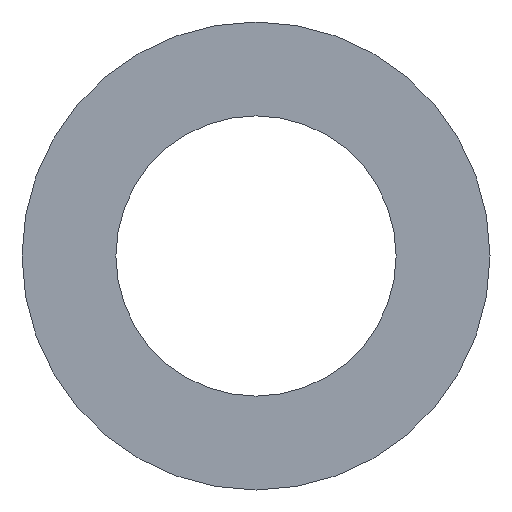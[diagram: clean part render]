
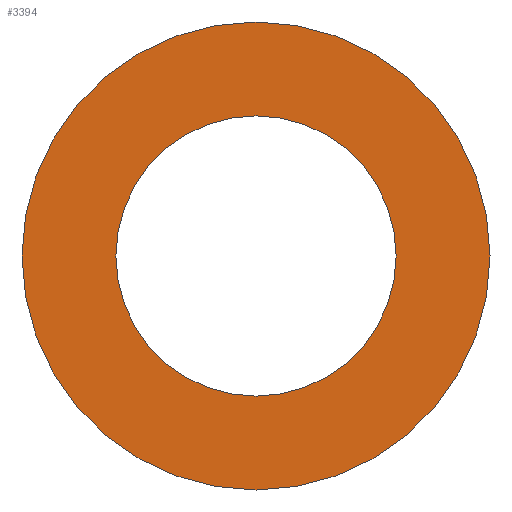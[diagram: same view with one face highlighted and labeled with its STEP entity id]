
A CAD part, front view. The second image highlights one B-rep face of the part: STEP entity #3394.
In plain terms, the highlighted planar face has unit normal (0, -1, 0).
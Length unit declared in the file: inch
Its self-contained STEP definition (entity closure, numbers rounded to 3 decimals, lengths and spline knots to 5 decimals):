
#307 = EDGE_CURVE ( 'NONE', #3766, #3957, #1220, .T. ) ;
#356 = AXIS2_PLACEMENT_3D ( 'NONE', #3293, #2245, #858 ) ;
#567 = FACE_OUTER_BOUND ( 'NONE', #3656, .T. ) ;
#575 = CARTESIAN_POINT ( 'NONE',  ( 0., 0., 0. ) ) ;
#586 = DIRECTION ( 'NONE',  ( 0., 1., 0. ) ) ;
#778 = CARTESIAN_POINT ( 'NONE',  ( 0., 0., 0. ) ) ;
#858 = DIRECTION ( 'NONE',  ( 0., 0., 1. ) ) ;
#938 = DIRECTION ( 'NONE',  ( 0., 1., 0. ) ) ;
#985 = AXIS2_PLACEMENT_3D ( 'NONE', #2250, #586, #3312 ) ;
#1075 = CARTESIAN_POINT ( 'NONE',  ( 0., 0., -3.22156 ) ) ;
#1220 = CIRCLE ( 'NONE', #985, 1.92913 ) ;
#1324 = CIRCLE ( 'NONE', #4528, 3.22156 ) ;
#1441 = ORIENTED_EDGE ( 'NONE', *, *, #4315, .F. ) ;
#1453 = VERTEX_POINT ( 'NONE', #4450 ) ;
#1479 = CARTESIAN_POINT ( 'NONE',  ( -1.92913, 0., 0. ) ) ;
#1482 = DIRECTION ( 'NONE',  ( 0., 1., 0. ) ) ;
#1558 = CARTESIAN_POINT ( 'NONE',  ( 1.92913, 0., 0. ) ) ;
#1593 = CARTESIAN_POINT ( 'NONE',  ( 0., 0., 0. ) ) ;
#1689 = VERTEX_POINT ( 'NONE', #1075 ) ;
#1817 = CIRCLE ( 'NONE', #2602, 1.92913 ) ;
#1902 = PLANE ( 'NONE',  #356 ) ;
#2245 = DIRECTION ( 'NONE',  ( 0., 1., 0. ) ) ;
#2250 = CARTESIAN_POINT ( 'NONE',  ( 0., 0., 0. ) ) ;
#2337 = DIRECTION ( 'NONE',  ( 0., 0., 1. ) ) ;
#2434 = AXIS2_PLACEMENT_3D ( 'NONE', #778, #1482, #3226 ) ;
#2602 = AXIS2_PLACEMENT_3D ( 'NONE', #1593, #938, #2677 ) ;
#2624 = CIRCLE ( 'NONE', #2434, 3.22156 ) ;
#2669 = EDGE_LOOP ( 'NONE', ( #3149, #4051 ) ) ;
#2677 = DIRECTION ( 'NONE',  ( -1., 0., 0. ) ) ;
#2703 = DIRECTION ( 'NONE',  ( 0., 1., 0. ) ) ;
#2738 = FACE_BOUND ( 'NONE', #2669, .T. ) ;
#3149 = ORIENTED_EDGE ( 'NONE', *, *, #307, .T. ) ;
#3226 = DIRECTION ( 'NONE',  ( 0., 0., 1. ) ) ;
#3245 = ORIENTED_EDGE ( 'NONE', *, *, #3943, .F. ) ;
#3293 = CARTESIAN_POINT ( 'NONE',  ( 0., 0., 0. ) ) ;
#3312 = DIRECTION ( 'NONE',  ( -1., 0., 0. ) ) ;
#3394 = ADVANCED_FACE ( 'NONE', ( #2738, #567 ), #1902, .F. ) ;
#3493 = EDGE_CURVE ( 'NONE', #3957, #3766, #1817, .T. ) ;
#3656 = EDGE_LOOP ( 'NONE', ( #3245, #1441 ) ) ;
#3766 = VERTEX_POINT ( 'NONE', #1479 ) ;
#3943 = EDGE_CURVE ( 'NONE', #1453, #1689, #1324, .T. ) ;
#3957 = VERTEX_POINT ( 'NONE', #1558 ) ;
#4051 = ORIENTED_EDGE ( 'NONE', *, *, #3493, .T. ) ;
#4315 = EDGE_CURVE ( 'NONE', #1689, #1453, #2624, .T. ) ;
#4450 = CARTESIAN_POINT ( 'NONE',  ( 0., 0., 3.22156 ) ) ;
#4528 = AXIS2_PLACEMENT_3D ( 'NONE', #575, #2703, #2337 ) ;
